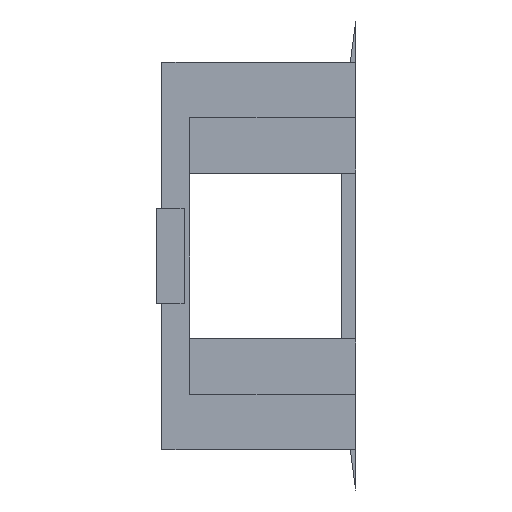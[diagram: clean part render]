
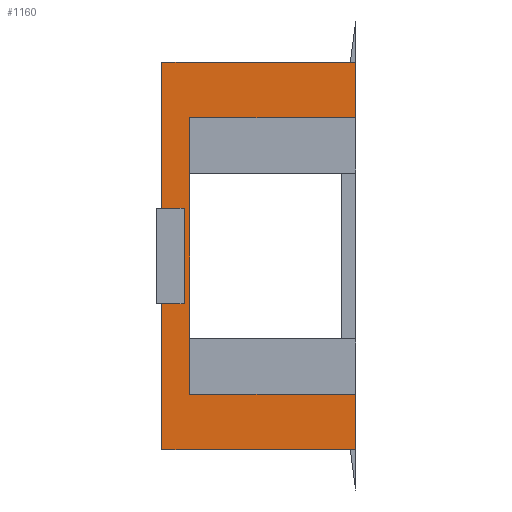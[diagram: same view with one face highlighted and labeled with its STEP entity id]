
A CAD part, left-side view. The second image highlights one B-rep face of the part: STEP entity #1160.
In plain terms, the highlighted planar face has unit normal (-1, 0, 0).
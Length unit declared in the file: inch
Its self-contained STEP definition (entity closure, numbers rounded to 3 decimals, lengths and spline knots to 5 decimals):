
#3 = ORIENTED_EDGE ( 'NONE', *, *, #1263, .T. ) ;
#14 = EDGE_CURVE ( 'NONE', #129, #79, #825, .T. ) ;
#24 = CARTESIAN_POINT ( 'NONE',  ( -0.5, 0., -0.865 ) ) ;
#79 = VERTEX_POINT ( 'NONE', #520 ) ;
#82 = CARTESIAN_POINT ( 'NONE',  ( -0.5, 0., -3.365 ) ) ;
#85 = VECTOR ( 'NONE', #164, 39.37008 ) ;
#87 = CARTESIAN_POINT ( 'NONE',  ( -0.5, 1.55, -1.68193 ) ) ;
#116 = CARTESIAN_POINT ( 'NONE',  ( -0.5, 1.5, -3.365 ) ) ;
#129 = VERTEX_POINT ( 'NONE', #753 ) ;
#138 = DIRECTION ( 'NONE',  ( 0., 0., 1. ) ) ;
#139 = ORIENTED_EDGE ( 'NONE', *, *, #664, .F. ) ;
#160 = CARTESIAN_POINT ( 'NONE',  ( -0.5, 1.55, -1.68193 ) ) ;
#164 = DIRECTION ( 'NONE',  ( 0., -1., 0. ) ) ;
#167 = ORIENTED_EDGE ( 'NONE', *, *, #1069, .F. ) ;
#204 = DIRECTION ( 'NONE',  ( 0., -1., 0. ) ) ;
#211 = CARTESIAN_POINT ( 'NONE',  ( -0.5, 1.5, -0.865 ) ) ;
#233 = CARTESIAN_POINT ( 'NONE',  ( -0.5, 1.75, -3.865 ) ) ;
#275 = LINE ( 'NONE', #160, #988 ) ;
#281 = CARTESIAN_POINT ( 'NONE',  ( -0.5, 1.55, -2.54807 ) ) ;
#322 = VERTEX_POINT ( 'NONE', #885 ) ;
#333 = EDGE_CURVE ( 'NONE', #1300, #849, #1207, .T. ) ;
#349 = DIRECTION ( 'NONE',  ( 0., 0., 1. ) ) ;
#395 = DIRECTION ( 'NONE',  ( 0., 0., -1. ) ) ;
#404 = DIRECTION ( 'NONE',  ( 0., 0., 1. ) ) ;
#422 = CARTESIAN_POINT ( 'NONE',  ( -0.5, 1.75, -3.365 ) ) ;
#426 = VERTEX_POINT ( 'NONE', #918 ) ;
#428 = VERTEX_POINT ( 'NONE', #87 ) ;
#444 = ORIENTED_EDGE ( 'NONE', *, *, #333, .T. ) ;
#453 = VECTOR ( 'NONE', #1232, 39.37008 ) ;
#472 = EDGE_CURVE ( 'NONE', #1300, #942, #583, .T. ) ;
#488 = DIRECTION ( 'NONE',  ( 1., 0., 0. ) ) ;
#497 = LINE ( 'NONE', #82, #813 ) ;
#508 = FACE_OUTER_BOUND ( 'NONE', #1056, .T. ) ;
#517 = VECTOR ( 'NONE', #1113, 39.37008 ) ;
#520 = CARTESIAN_POINT ( 'NONE',  ( -0.5, 1.75, -2.54807 ) ) ;
#529 = LINE ( 'NONE', #422, #876 ) ;
#535 = CARTESIAN_POINT ( 'NONE',  ( -0.5, 1.75, -3.365 ) ) ;
#567 = AXIS2_PLACEMENT_3D ( 'NONE', #1044, #488, #395 ) ;
#583 = LINE ( 'NONE', #720, #517 ) ;
#594 = CARTESIAN_POINT ( 'NONE',  ( -0.5, 1.55, -2.54807 ) ) ;
#600 = EDGE_CURVE ( 'NONE', #888, #1145, #653, .T. ) ;
#653 = LINE ( 'NONE', #233, #767 ) ;
#656 = VECTOR ( 'NONE', #826, 39.37008 ) ;
#664 = EDGE_CURVE ( 'NONE', #1320, #322, #905, .T. ) ;
#677 = CARTESIAN_POINT ( 'NONE',  ( -0.5, 1.75, -0.865 ) ) ;
#720 = CARTESIAN_POINT ( 'NONE',  ( -0.5, 1.5, -0.30598 ) ) ;
#745 = VECTOR ( 'NONE', #138, 39.37008 ) ;
#753 = CARTESIAN_POINT ( 'NONE',  ( -0.5, 1.55, -2.54807 ) ) ;
#767 = VECTOR ( 'NONE', #204, 39.37008 ) ;
#793 = DIRECTION ( 'NONE',  ( 0., 1., 0. ) ) ;
#805 = CARTESIAN_POINT ( 'NONE',  ( -0.5, 1.75, -3.365 ) ) ;
#808 = EDGE_CURVE ( 'NONE', #1145, #882, #497, .T. ) ;
#813 = VECTOR ( 'NONE', #404, 39.37008 ) ;
#825 = LINE ( 'NONE', #281, #1055 ) ;
#826 = DIRECTION ( 'NONE',  ( 0., 0., -1. ) ) ;
#827 = ORIENTED_EDGE ( 'NONE', *, *, #954, .F. ) ;
#828 = CARTESIAN_POINT ( 'NONE',  ( -0.5, 0., -0.865 ) ) ;
#849 = VERTEX_POINT ( 'NONE', #828 ) ;
#864 = DIRECTION ( 'NONE',  ( 0., -1., 0. ) ) ;
#865 = ORIENTED_EDGE ( 'NONE', *, *, #1041, .F. ) ;
#876 = VECTOR ( 'NONE', #864, 39.37008 ) ;
#880 = LINE ( 'NONE', #805, #964 ) ;
#882 = VERTEX_POINT ( 'NONE', #936 ) ;
#885 = CARTESIAN_POINT ( 'NONE',  ( -0.5, 0., -0.365 ) ) ;
#888 = VERTEX_POINT ( 'NONE', #1271 ) ;
#892 = ORIENTED_EDGE ( 'NONE', *, *, #472, .F. ) ;
#905 = LINE ( 'NONE', #1000, #453 ) ;
#915 = ORIENTED_EDGE ( 'NONE', *, *, #600, .T. ) ;
#918 = CARTESIAN_POINT ( 'NONE',  ( -0.5, 1.75, -1.68193 ) ) ;
#932 = EDGE_CURVE ( 'NONE', #426, #1320, #1297, .T. ) ;
#936 = CARTESIAN_POINT ( 'NONE',  ( -0.5, 0., -3.365 ) ) ;
#942 = VERTEX_POINT ( 'NONE', #116 ) ;
#954 = EDGE_CURVE ( 'NONE', #942, #882, #529, .T. ) ;
#964 = VECTOR ( 'NONE', #1218, 39.37008 ) ;
#968 = LINE ( 'NONE', #24, #745 ) ;
#988 = VECTOR ( 'NONE', #793, 39.37008 ) ;
#1000 = CARTESIAN_POINT ( 'NONE',  ( -0.5, 1.75, -0.365 ) ) ;
#1003 = ORIENTED_EDGE ( 'NONE', *, *, #14, .T. ) ;
#1018 = LINE ( 'NONE', #594, #656 ) ;
#1041 = EDGE_CURVE ( 'NONE', #888, #79, #880, .T. ) ;
#1044 = CARTESIAN_POINT ( 'NONE',  ( -0.5, 1.75, -3.365 ) ) ;
#1055 = VECTOR ( 'NONE', #1150, 39.37008 ) ;
#1056 = EDGE_LOOP ( 'NONE', ( #167, #1157, #1003, #865, #915, #1225, #827, #892, #444, #3, #139, #1266 ) ) ;
#1063 = CARTESIAN_POINT ( 'NONE',  ( -0.5, 1.75, -0.365 ) ) ;
#1069 = EDGE_CURVE ( 'NONE', #428, #426, #275, .T. ) ;
#1113 = DIRECTION ( 'NONE',  ( 0., 0., -1. ) ) ;
#1121 = VECTOR ( 'NONE', #349, 39.37008 ) ;
#1145 = VERTEX_POINT ( 'NONE', #1358 ) ;
#1150 = DIRECTION ( 'NONE',  ( 0., 1., 0. ) ) ;
#1154 = EDGE_CURVE ( 'NONE', #428, #129, #1018, .T. ) ;
#1157 = ORIENTED_EDGE ( 'NONE', *, *, #1154, .T. ) ;
#1160 = ADVANCED_FACE ( 'NONE', ( #508 ), #1258, .F. ) ;
#1207 = LINE ( 'NONE', #677, #85 ) ;
#1218 = DIRECTION ( 'NONE',  ( 0., 0., 1. ) ) ;
#1225 = ORIENTED_EDGE ( 'NONE', *, *, #808, .T. ) ;
#1232 = DIRECTION ( 'NONE',  ( 0., -1., 0. ) ) ;
#1258 = PLANE ( 'NONE',  #567 ) ;
#1263 = EDGE_CURVE ( 'NONE', #849, #322, #968, .T. ) ;
#1266 = ORIENTED_EDGE ( 'NONE', *, *, #932, .F. ) ;
#1271 = CARTESIAN_POINT ( 'NONE',  ( -0.5, 1.75, -3.865 ) ) ;
#1297 = LINE ( 'NONE', #535, #1121 ) ;
#1300 = VERTEX_POINT ( 'NONE', #211 ) ;
#1320 = VERTEX_POINT ( 'NONE', #1063 ) ;
#1358 = CARTESIAN_POINT ( 'NONE',  ( -0.5, 0., -3.865 ) ) ;
